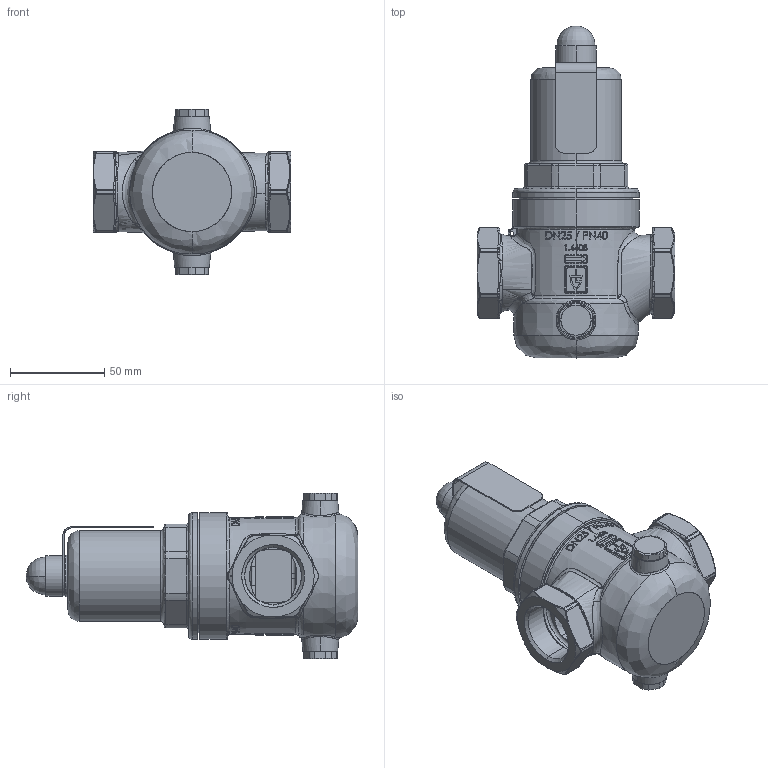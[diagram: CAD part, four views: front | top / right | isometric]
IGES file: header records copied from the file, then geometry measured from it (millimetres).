
Start section: SolidWorks IGES file using analytic representation for surfaces
Global section: file name: 481mGFO-HP-25-F+F-25+25.IGS; native system: SolidWorks 2014; preprocessor: SolidWorks 2014; author: Blankenhorn; date: 160310.154804; units: millimetre
Bounding box: 105 x 176.1 x 88 mm (x, y, z)
Surface area: 92121.8 mm2 (no closed solid volume)
Topology: 0 solids, 0 shells, 1299 faces, 15981 edges, 15950 vertices
Faces by surface type: bspline 869, revolution 430
